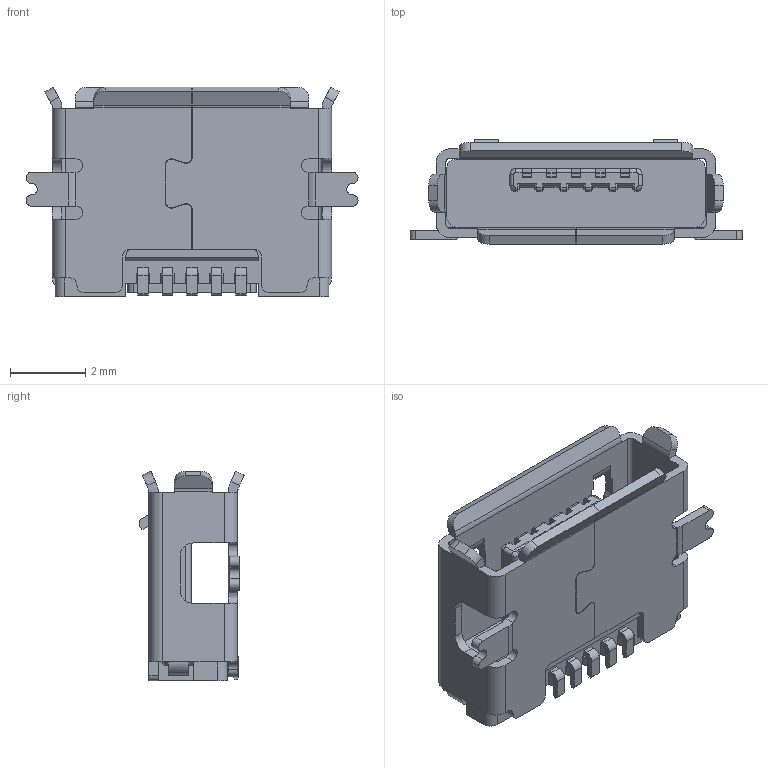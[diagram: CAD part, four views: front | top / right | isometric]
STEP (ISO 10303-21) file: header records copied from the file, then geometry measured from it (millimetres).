
FILE_DESCRIPTION( ( 'STEP AP214' ), '1' );
FILE_NAME( 'USB3085-30-A.stp', '2021-11-09T12:58:59', ( 'License CC BY-ND 4.0' ), ( 'CADENAS' ), ' ', 'PARTsolutions', ' ' );
FILE_SCHEMA( ( 'AUTOMOTIVE_DESIGN { 1 0 10303 214 1 1 1 1 }' ) );
Length unit declared in the file: millimetre
Products named in the file (3): USB3085-30-A; ÕóÁÐ(ÏßÐÔ)1; ÊäÈë1
Assembly tree (2 placements, depth 2):
  USB3085-30-A
    ÕóÁÐ(ÏßÐÔ)1
    ÊäÈë1
Bounding box: 8.8 x 2.76 x 5.55 mm (x, y, z)
Volume: 42.5 mm3; surface area: 279.6 mm2
Topology: 2 solids, 2 shells, 560 faces, 1570 edges, 1020 vertices
Faces by surface type: plane 370, cylinder 154, bspline 24, cone 12
Entity records: 22717 total; most frequent: CARTESIAN_POINT 3635, ORIENTED_EDGE 3140, DIRECTION 2924, EDGE_CURVE 1570, LINE 1206, VECTOR 1206, VERTEX_POINT 1020, AXIS2_PLACEMENT_3D 859
